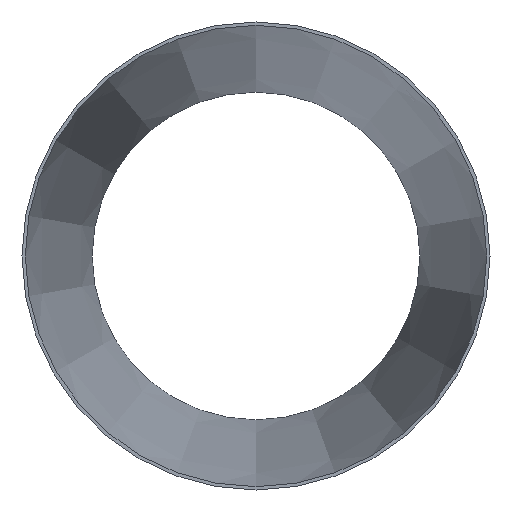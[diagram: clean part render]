
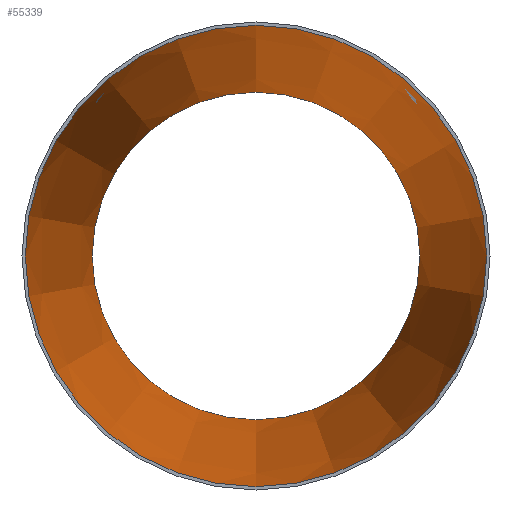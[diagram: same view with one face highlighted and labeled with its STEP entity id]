
A CAD part, front view. The second image highlights one B-rep face of the part: STEP entity #55339.
In plain terms, the highlighted conical face has half-angle 5.801 degrees and reference radius 350.574 mm.
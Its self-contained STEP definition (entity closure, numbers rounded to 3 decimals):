
#127 = FACE_BOUND ( 'NONE', #52736, .T. ) ;
#420 = DIRECTION ( 'NONE',  ( 0., 0., -1. ) ) ;
#2963 = EDGE_LOOP ( 'NONE', ( #29376 ) ) ;
#11663 = CARTESIAN_POINT ( 'NONE',  ( 0., 0., 0. ) ) ;
#12347 = AXIS2_PLACEMENT_3D ( 'NONE', #31545, #27711, #420 ) ;
#12814 = CARTESIAN_POINT ( 'NONE',  ( 0., 0., -350.574 ) ) ;
#13826 = DIRECTION ( 'NONE',  ( 0., 0., -1. ) ) ;
#21188 = CARTESIAN_POINT ( 'NONE',  ( 0., 1000., 0. ) ) ;
#22488 = ORIENTED_EDGE ( 'NONE', *, *, #47457, .F. ) ;
#22761 = AXIS2_PLACEMENT_3D ( 'NONE', #11663, #47588, #48177 ) ;
#27711 = DIRECTION ( 'NONE',  ( 0., -1., 0. ) ) ;
#28750 = EDGE_CURVE ( 'NONE', #53155, #53155, #46354, .T. ) ;
#29376 = ORIENTED_EDGE ( 'NONE', *, *, #28750, .T. ) ;
#31102 = CONICAL_SURFACE ( 'NONE', #12347, 350.574, 0.101 ) ;
#31545 = CARTESIAN_POINT ( 'NONE',  ( 0., 0., 0. ) ) ;
#35636 = CIRCLE ( 'NONE', #43173, 248.974 ) ;
#40316 = DIRECTION ( 'NONE',  ( 0., -1., 0. ) ) ;
#43173 = AXIS2_PLACEMENT_3D ( 'NONE', #21188, #40316, #13826 ) ;
#43719 = VERTEX_POINT ( 'NONE', #48454 ) ;
#46354 = CIRCLE ( 'NONE', #22761, 350.574 ) ;
#47457 = EDGE_CURVE ( 'NONE', #43719, #43719, #35636, .T. ) ;
#47588 = DIRECTION ( 'NONE',  ( 0., -1., 0. ) ) ;
#48177 = DIRECTION ( 'NONE',  ( 0., 0., -1. ) ) ;
#48454 = CARTESIAN_POINT ( 'NONE',  ( 0., 1000., -248.974 ) ) ;
#50705 = FACE_OUTER_BOUND ( 'NONE', #2963, .T. ) ;
#52736 = EDGE_LOOP ( 'NONE', ( #22488 ) ) ;
#53155 = VERTEX_POINT ( 'NONE', #12814 ) ;
#55339 = ADVANCED_FACE ( 'NONE', ( #127, #50705 ), #31102, .F. ) ;
